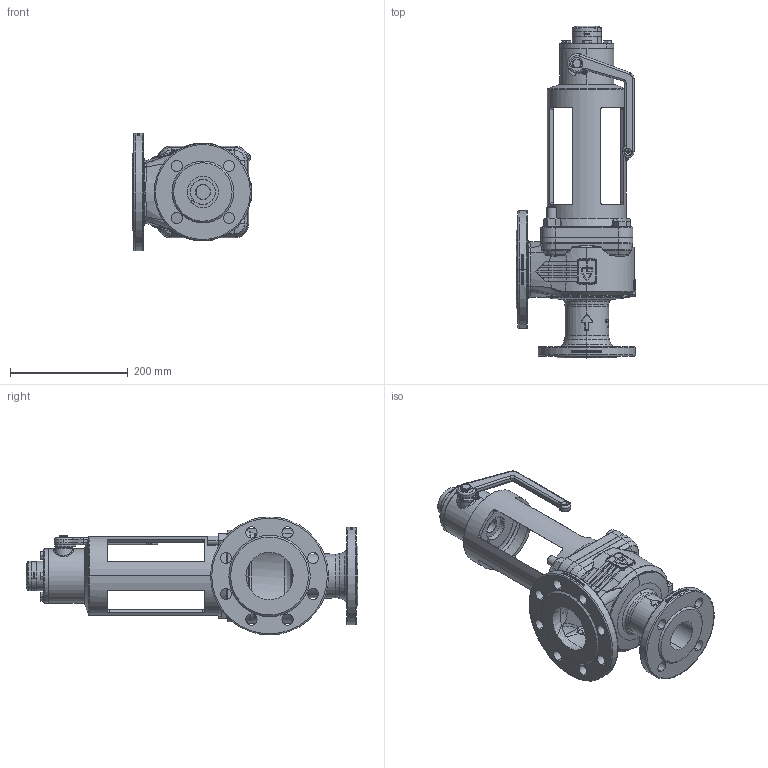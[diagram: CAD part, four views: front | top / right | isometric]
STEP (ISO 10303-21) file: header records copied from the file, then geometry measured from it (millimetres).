
FILE_DESCRIPTION (( 'STEP AP214' ), '1' );
FILE_NAME ('355SGL_50_FLFL_5080_MD.STEP', '2020-07-30T10:57:21', ( '' ), ( '' ), 'SwSTEP 2.0', 'SolidWorks 2020', '' );
FILE_SCHEMA (( 'AUTOMOTIVE_DESIGN' ));
Length unit declared in the file: millimetre
Products named in the file (1): 355SGL_50_FLFL_5080_MD
Bounding box: 203.1 x 563 x 200 mm (x, y, z)
Volume: 2784948.3 mm3; surface area: 633672.2 mm2
Topology: 22 solids, 22 shells, 2388 faces, 6381 edges, 4213 vertices
Faces by surface type: bspline 760, cylinder 615, plane 580, cone 252, torus 167, sphere 14
Entity records: 182999 total; most frequent: CARTESIAN_POINT 102349, ORIENTED_EDGE 12650, DIRECTION 9276, EDGE_CURVE 6325, VERTEX_POINT 4212, AXIS2_PLACEMENT_3D 3745, EDGE_LOOP 2715, UNCERTAINTY_MEASURE_WITH_UNIT 2406
